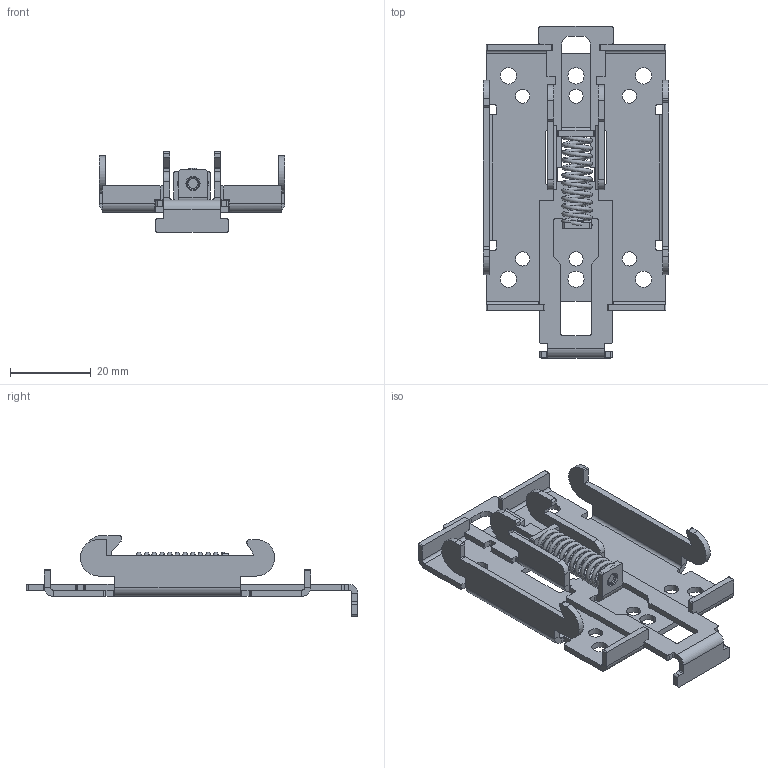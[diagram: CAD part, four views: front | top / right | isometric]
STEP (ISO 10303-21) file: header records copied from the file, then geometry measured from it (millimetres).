
FILE_DESCRIPTION (( 'STEP AP214' ), '1' );
FILE_NAME ('dinrail_metalinis.STEP', '2019-12-13T08:19:25', ( '' ), ( '' ), 'SwSTEP 2.0', 'SolidWorks 2019', '' );
FILE_SCHEMA (( 'AUTOMOTIVE_DESIGN' ));
Length unit declared in the file: millimetre
Products named in the file (1): dinrail_metalinis
Bounding box: 45.87 x 82 x 20 mm (x, y, z)
Volume: 7476.9 mm3; surface area: 12228.5 mm2
Topology: 3 solids, 3 shells, 403 faces, 1087 edges, 694 vertices
Faces by surface type: plane 205, cylinder 180, torus 16, bspline 2
Entity records: 16875 total; most frequent: CARTESIAN_POINT 6355, DIRECTION 2267, ORIENTED_EDGE 2174, EDGE_CURVE 1087, AXIS2_PLACEMENT_3D 796, VERTEX_POINT 694, VECTOR 675, LINE 675
